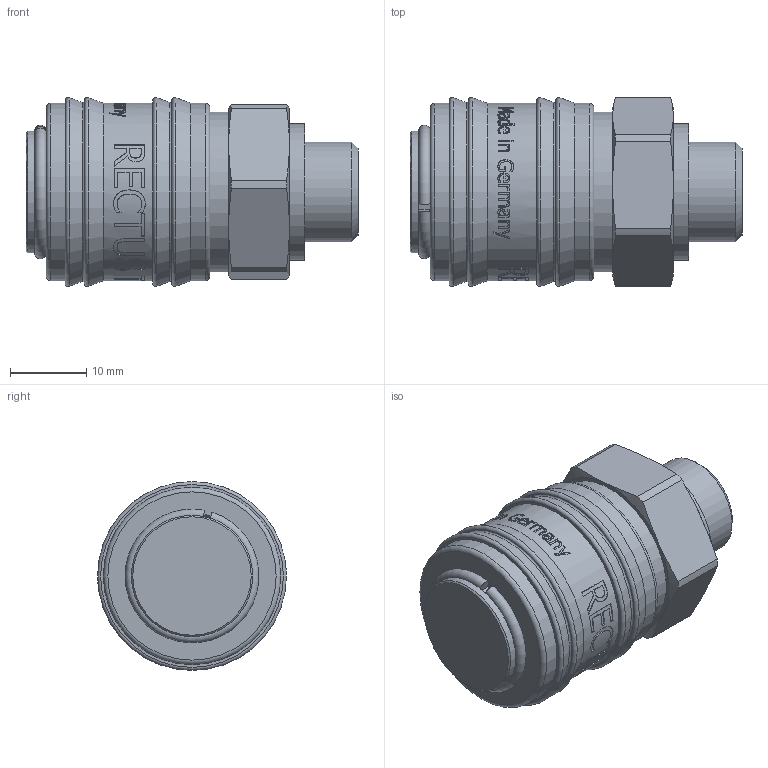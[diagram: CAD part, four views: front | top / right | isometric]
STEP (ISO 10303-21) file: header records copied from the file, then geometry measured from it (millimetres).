
FILE_DESCRIPTION(/* description */ (''),/* implementation_level */ '2;1');
FILE_NAME(/* name */ '14kaaw13mpn.stp',/* time_stamp */ '2021-06-14T13:30:20+02:00',/* author */ ('IA176480'),/* organization */ (''),/* preprocessor_version */ 'ST-DEVELOPER v17.2',/* originating_system */ 'Autodesk Inventor 2019',/* authorisation */ '');
FILE_SCHEMA (('CONFIG_CONTROL_DESIGN'));
Products named in the file (1): 14KAAW13MPN
Bounding box: 43.6 x 24.8 x 24.8 mm (x, y, z)
Volume: 13450 mm3; surface area: 8259.2 mm2
Topology: 2 solids, 4 shells, 501 faces, 1369 edges, 920 vertices
Faces by surface type: plane 213, bspline 196, cylinder 60, cone 22, torus 10
Full cylindrical faces by diameter (mm): 13.157 x1, 13.3 x1, 14.165 x1, 14.45 x1, 14.95 x1, 15.95 x2, 16.1 x1, 16.65 x1, 17 x1, 17.9 x1, 18 x1, 21 x1, 21.1 x1, 23.299 x2, 23.3 x1
Entity records: 66807 total; most frequent: CARTESIAN_POINT 55005, ORIENTED_EDGE 2738, DIRECTION 1651, EDGE_CURVE 1369, VERTEX_POINT 920, B_SPLINE_CURVE_WITH_KNOTS 562, AXIS2_PLACEMENT_3D 562, EDGE_LOOP 551
